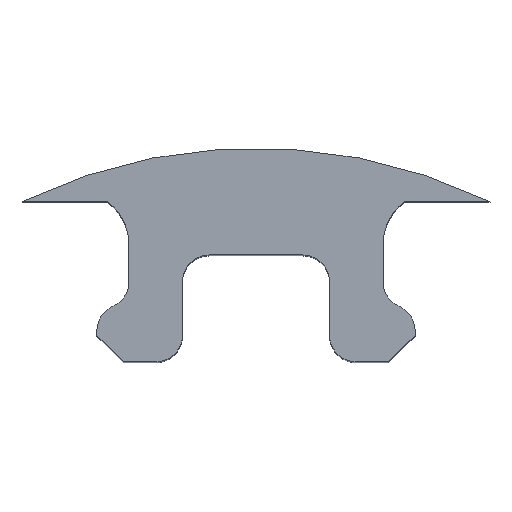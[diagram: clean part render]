
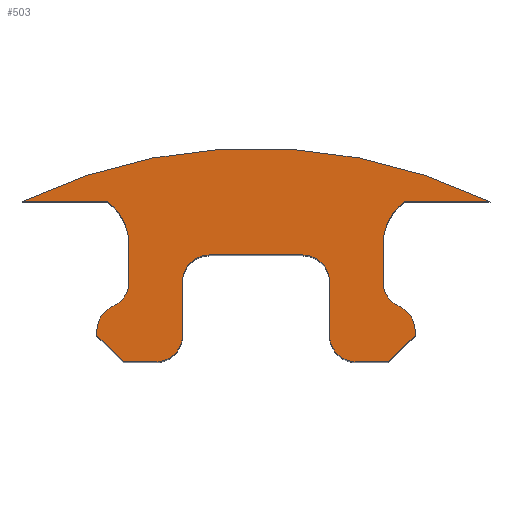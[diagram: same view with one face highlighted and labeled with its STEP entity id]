
A CAD part, top view. The second image highlights one B-rep face of the part: STEP entity #503.
In plain terms, the highlighted planar face has unit normal (0, 0, 1).
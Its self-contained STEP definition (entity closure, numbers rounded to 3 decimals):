
#28=PLANE('',#565);
#54=FACE_OUTER_BOUND('',#80,.T.);
#80=EDGE_LOOP('',(#420,#421,#422,#423,#424,#425,#426,#427,#428,#429,#430,
#431,#432,#433,#434,#435,#436,#437,#438,#439,#440,#441,#442,#443));
#85=LINE('',#729,#135);
#90=LINE('',#747,#140);
#93=LINE('',#753,#143);
#96=LINE('',#759,#146);
#100=LINE('',#771,#150);
#104=LINE('',#783,#154);
#108=LINE('',#795,#158);
#112=LINE('',#807,#162);
#115=LINE('',#813,#165);
#118=LINE('',#819,#168);
#123=LINE('',#837,#173);
#127=LINE('',#849,#177);
#131=LINE('',#859,#181);
#135=VECTOR('',#580,10.);
#140=VECTOR('',#599,10.);
#143=VECTOR('',#604,10.);
#146=VECTOR('',#609,10.);
#150=VECTOR('',#621,10.);
#154=VECTOR('',#633,10.);
#158=VECTOR('',#645,10.);
#162=VECTOR('',#657,10.);
#165=VECTOR('',#662,10.);
#168=VECTOR('',#667,10.);
#173=VECTOR('',#686,10.);
#177=VECTOR('',#698,10.);
#181=VECTOR('',#710,10.);
#183=CIRCLE('',#521,1.);
#185=CIRCLE('',#525,0.5);
#187=CIRCLE('',#528,0.5);
#189=CIRCLE('',#534,0.5);
#191=CIRCLE('',#538,0.5);
#193=CIRCLE('',#542,0.5);
#195=CIRCLE('',#546,0.5);
#197=CIRCLE('',#552,0.5);
#199=CIRCLE('',#555,0.5);
#201=CIRCLE('',#559,1.);
#203=CIRCLE('',#563,10.07);
#206=VERTEX_POINT('',#720);
#207=VERTEX_POINT('',#722);
#209=VERTEX_POINT('',#728);
#211=VERTEX_POINT('',#734);
#213=VERTEX_POINT('',#740);
#215=VERTEX_POINT('',#746);
#217=VERTEX_POINT('',#752);
#219=VERTEX_POINT('',#758);
#221=VERTEX_POINT('',#764);
#223=VERTEX_POINT('',#770);
#225=VERTEX_POINT('',#776);
#227=VERTEX_POINT('',#782);
#229=VERTEX_POINT('',#788);
#231=VERTEX_POINT('',#794);
#233=VERTEX_POINT('',#800);
#235=VERTEX_POINT('',#806);
#237=VERTEX_POINT('',#812);
#239=VERTEX_POINT('',#818);
#241=VERTEX_POINT('',#824);
#243=VERTEX_POINT('',#830);
#245=VERTEX_POINT('',#836);
#247=VERTEX_POINT('',#842);
#249=VERTEX_POINT('',#848);
#251=VERTEX_POINT('',#854);
#254=EDGE_CURVE('',#207,#206,#183,.T.);
#257=EDGE_CURVE('',#209,#207,#85,.T.);
#260=EDGE_CURVE('',#211,#209,#185,.T.);
#263=EDGE_CURVE('',#213,#211,#187,.T.);
#266=EDGE_CURVE('',#215,#213,#90,.T.);
#269=EDGE_CURVE('',#217,#215,#93,.T.);
#272=EDGE_CURVE('',#219,#217,#96,.T.);
#275=EDGE_CURVE('',#221,#219,#189,.T.);
#278=EDGE_CURVE('',#223,#221,#100,.T.);
#281=EDGE_CURVE('',#225,#223,#191,.T.);
#284=EDGE_CURVE('',#227,#225,#104,.T.);
#287=EDGE_CURVE('',#229,#227,#193,.T.);
#290=EDGE_CURVE('',#231,#229,#108,.T.);
#293=EDGE_CURVE('',#233,#231,#195,.T.);
#296=EDGE_CURVE('',#235,#233,#112,.T.);
#299=EDGE_CURVE('',#237,#235,#115,.T.);
#302=EDGE_CURVE('',#239,#237,#118,.T.);
#305=EDGE_CURVE('',#241,#239,#197,.T.);
#308=EDGE_CURVE('',#243,#241,#199,.T.);
#311=EDGE_CURVE('',#245,#243,#123,.T.);
#314=EDGE_CURVE('',#247,#245,#201,.T.);
#317=EDGE_CURVE('',#249,#247,#127,.T.);
#320=EDGE_CURVE('',#251,#249,#203,.T.);
#323=EDGE_CURVE('',#206,#251,#131,.T.);
#420=ORIENTED_EDGE('',*,*,#323,.T.);
#421=ORIENTED_EDGE('',*,*,#320,.T.);
#422=ORIENTED_EDGE('',*,*,#317,.T.);
#423=ORIENTED_EDGE('',*,*,#314,.T.);
#424=ORIENTED_EDGE('',*,*,#311,.T.);
#425=ORIENTED_EDGE('',*,*,#308,.T.);
#426=ORIENTED_EDGE('',*,*,#305,.T.);
#427=ORIENTED_EDGE('',*,*,#302,.T.);
#428=ORIENTED_EDGE('',*,*,#299,.T.);
#429=ORIENTED_EDGE('',*,*,#296,.T.);
#430=ORIENTED_EDGE('',*,*,#293,.T.);
#431=ORIENTED_EDGE('',*,*,#290,.T.);
#432=ORIENTED_EDGE('',*,*,#287,.T.);
#433=ORIENTED_EDGE('',*,*,#284,.T.);
#434=ORIENTED_EDGE('',*,*,#281,.T.);
#435=ORIENTED_EDGE('',*,*,#278,.T.);
#436=ORIENTED_EDGE('',*,*,#275,.T.);
#437=ORIENTED_EDGE('',*,*,#272,.T.);
#438=ORIENTED_EDGE('',*,*,#269,.T.);
#439=ORIENTED_EDGE('',*,*,#266,.T.);
#440=ORIENTED_EDGE('',*,*,#263,.T.);
#441=ORIENTED_EDGE('',*,*,#260,.T.);
#442=ORIENTED_EDGE('',*,*,#257,.T.);
#443=ORIENTED_EDGE('',*,*,#254,.T.);
#503=ADVANCED_FACE('',(#54),#28,.T.);
#521=AXIS2_PLACEMENT_3D('',#723,#574,#575);
#525=AXIS2_PLACEMENT_3D('',#735,#586,#587);
#528=AXIS2_PLACEMENT_3D('',#741,#593,#594);
#534=AXIS2_PLACEMENT_3D('',#765,#615,#616);
#538=AXIS2_PLACEMENT_3D('',#777,#627,#628);
#542=AXIS2_PLACEMENT_3D('',#789,#639,#640);
#546=AXIS2_PLACEMENT_3D('',#801,#651,#652);
#552=AXIS2_PLACEMENT_3D('',#825,#673,#674);
#555=AXIS2_PLACEMENT_3D('',#831,#680,#681);
#559=AXIS2_PLACEMENT_3D('',#843,#692,#693);
#563=AXIS2_PLACEMENT_3D('',#855,#704,#705);
#565=AXIS2_PLACEMENT_3D('',#860,#711,#712);
#574=DIRECTION('center_axis',(0.,0.,-1.));
#575=DIRECTION('ref_axis',(0.28,0.96,0.));
#580=DIRECTION('',(0.,1.,0.));
#586=DIRECTION('center_axis',(0.,0.,-1.));
#587=DIRECTION('ref_axis',(-1.,0.,0.));
#593=DIRECTION('center_axis',(0.,0.,1.));
#594=DIRECTION('ref_axis',(1.,0.,0.));
#599=DIRECTION('',(0.,1.,0.));
#604=DIRECTION('',(0.707,0.707,0.));
#609=DIRECTION('',(1.,0.,0.));
#615=DIRECTION('center_axis',(0.,0.,1.));
#616=DIRECTION('ref_axis',(-1.,0.,0.));
#621=DIRECTION('',(0.,-1.,0.));
#627=DIRECTION('center_axis',(0.,0.,-1.));
#628=DIRECTION('ref_axis',(1.,0.,0.));
#633=DIRECTION('',(1.,0.,0.));
#639=DIRECTION('center_axis',(0.,0.,-1.));
#640=DIRECTION('ref_axis',(0.,1.,0.));
#645=DIRECTION('',(0.,1.,0.));
#651=DIRECTION('center_axis',(0.,0.,1.));
#652=DIRECTION('ref_axis',(0.,-1.,0.));
#657=DIRECTION('',(1.,0.,0.));
#662=DIRECTION('',(0.707,-0.707,0.));
#667=DIRECTION('',(0.,-1.,0.));
#673=DIRECTION('center_axis',(0.,0.,1.));
#674=DIRECTION('ref_axis',(-0.4,0.917,0.));
#680=DIRECTION('center_axis',(0.,0.,-1.));
#681=DIRECTION('ref_axis',(0.4,-0.917,0.));
#686=DIRECTION('',(0.,-1.,0.));
#692=DIRECTION('center_axis',(0.,0.,-1.));
#693=DIRECTION('ref_axis',(1.,0.,0.));
#698=DIRECTION('',(1.,0.,0.));
#704=DIRECTION('center_axis',(0.,0.,1.));
#705=DIRECTION('ref_axis',(0.434,0.901,0.));
#710=DIRECTION('',(1.,0.,0.));
#711=DIRECTION('center_axis',(0.,0.,1.));
#712=DIRECTION('ref_axis',(-1.,0.,0.));
#720=CARTESIAN_POINT('',(-0.6,0.,1010.));
#722=CARTESIAN_POINT('',(-1.,-0.8,1010.));
#723=CARTESIAN_POINT('Origin',(0.,-0.8,
1010.));
#728=CARTESIAN_POINT('',(-1.,-1.5,1010.));
#729=CARTESIAN_POINT('',(-1.,-1.5,1010.));
#734=CARTESIAN_POINT('',(-0.7,-1.958,1010.));
#735=CARTESIAN_POINT('Origin',(-0.5,-1.5,1010.));
#740=CARTESIAN_POINT('',(-0.4,-2.417,1010.));
#741=CARTESIAN_POINT('Origin',(-0.9,-2.417,1010.));
#746=CARTESIAN_POINT('',(-0.4,-2.5,1010.));
#747=CARTESIAN_POINT('',(-0.4,-2.417,1010.));
#752=CARTESIAN_POINT('',(-0.9,-3.,1010.));
#753=CARTESIAN_POINT('',(-0.4,-2.5,1010.));
#758=CARTESIAN_POINT('',(-1.5,-3.,1010.));
#759=CARTESIAN_POINT('',(-0.9,-3.,1010.));
#764=CARTESIAN_POINT('',(-2.,-2.5,1010.));
#765=CARTESIAN_POINT('Origin',(-1.5,-2.5,1010.));
#770=CARTESIAN_POINT('',(-2.,-1.5,1010.));
#771=CARTESIAN_POINT('',(-2.,-2.5,1010.));
#776=CARTESIAN_POINT('',(-2.5,-1.,1010.));
#777=CARTESIAN_POINT('Origin',(-2.5,-1.5,1010.));
#782=CARTESIAN_POINT('',(-4.25,-1.,1010.));
#783=CARTESIAN_POINT('',(-4.25,-1.,1010.));
#788=CARTESIAN_POINT('',(-4.75,-1.5,1010.));
#789=CARTESIAN_POINT('Origin',(-4.25,-1.5,1010.));
#794=CARTESIAN_POINT('',(-4.75,-2.5,1010.));
#795=CARTESIAN_POINT('',(-4.75,-2.5,1010.));
#800=CARTESIAN_POINT('',(-5.25,-3.,1010.));
#801=CARTESIAN_POINT('Origin',(-5.25,-2.5,1010.));
#806=CARTESIAN_POINT('',(-5.85,-3.,1010.));
#807=CARTESIAN_POINT('',(-5.85,-3.,1010.));
#812=CARTESIAN_POINT('',(-6.35,-2.5,1010.));
#813=CARTESIAN_POINT('',(-6.35,-2.5,1010.));
#818=CARTESIAN_POINT('',(-6.35,-2.417,1010.));
#819=CARTESIAN_POINT('',(-6.35,-2.417,1010.));
#824=CARTESIAN_POINT('',(-6.05,-1.958,1010.));
#825=CARTESIAN_POINT('Origin',(-5.85,-2.417,1010.));
#830=CARTESIAN_POINT('',(-5.75,-1.5,1010.));
#831=CARTESIAN_POINT('Origin',(-6.25,-1.5,1010.));
#836=CARTESIAN_POINT('',(-5.75,-0.8,1010.));
#837=CARTESIAN_POINT('',(-5.75,-1.5,1010.));
#842=CARTESIAN_POINT('',(-6.15,0.,1010.));
#843=CARTESIAN_POINT('Origin',(-6.75,-0.8,1010.));
#848=CARTESIAN_POINT('',(-7.75,0.,1010.));
#849=CARTESIAN_POINT('',(-7.75,0.,1010.));
#854=CARTESIAN_POINT('',(1.,0.,1010.));
#855=CARTESIAN_POINT('Origin',(-3.375,-9.07,1010.));
#859=CARTESIAN_POINT('',(-0.6,0.,1010.));
#860=CARTESIAN_POINT('Origin',(-3.375,-9.5,1010.));
